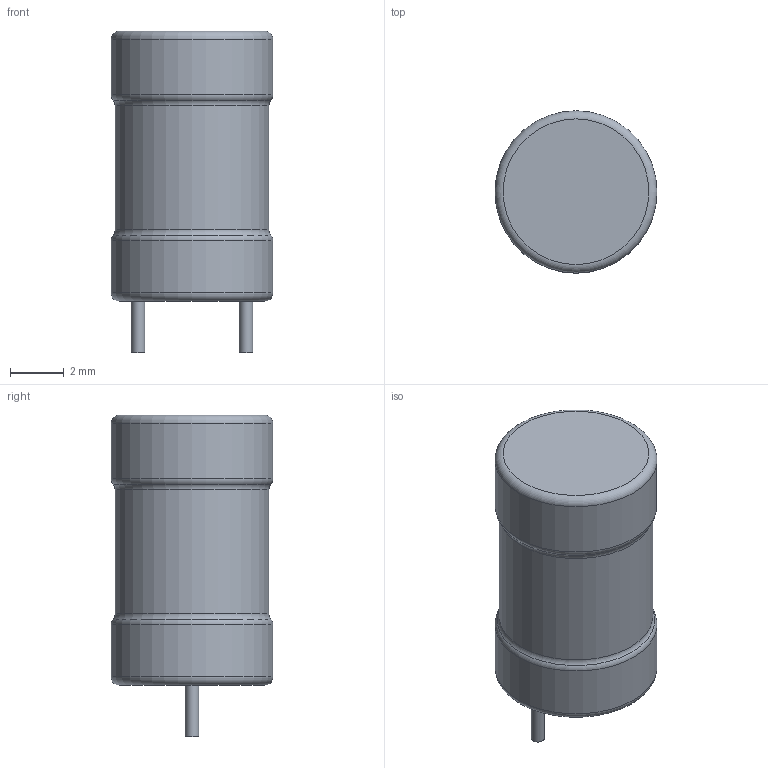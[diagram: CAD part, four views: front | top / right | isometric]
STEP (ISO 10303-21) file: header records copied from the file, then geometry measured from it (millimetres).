
FILE_DESCRIPTION(/* description */ (''),/* implementation_level */ '2;1');
FILE_NAME(/* name */ 'L_D6xL10_p4.step',/* time_stamp */ '2024-09-11T10:21:36+06:00',/* author */ (''),/* organization */ (''),/* preprocessor_version */ 'ST-DEVELOPER v20',/* originating_system */ 'Autodesk Translation Framework v13.14.0.145',/* authorisation */ '');
FILE_SCHEMA (('AUTOMOTIVE_DESIGN { 1 0 10303 214 3 1 1 }','MODEL_BASED_INTEGRATED_MANUFACTURING_SCHEMA','PROCESS_PLANNING_SCHEMA'));
Length unit declared in the file: millimetre
Products named in the file (2): (Unsaved); Model
Assembly tree (1 placements, depth 2):
  (Unsaved)
    Model
Bounding box: 6 x 6 x 11.92 mm (x, y, z)
Volume: 269 mm3; surface area: 243.6 mm2
Topology: 3 solids, 3 shells, 17 faces, 25 edges, 14 vertices
Faces by surface type: torus 6, plane 6, cylinder 5
Full cylindrical faces by diameter (mm): 0.5 x2, 5.7 x1, 6 x2
Entity records: 440 total; most frequent: DIRECTION 85, CARTESIAN_POINT 59, ORIENTED_EDGE 50, AXIS2_PLACEMENT_3D 40, EDGE_CURVE 25, CIRCLE 20, FACE_OUTER_BOUND 17, EDGE_LOOP 17
